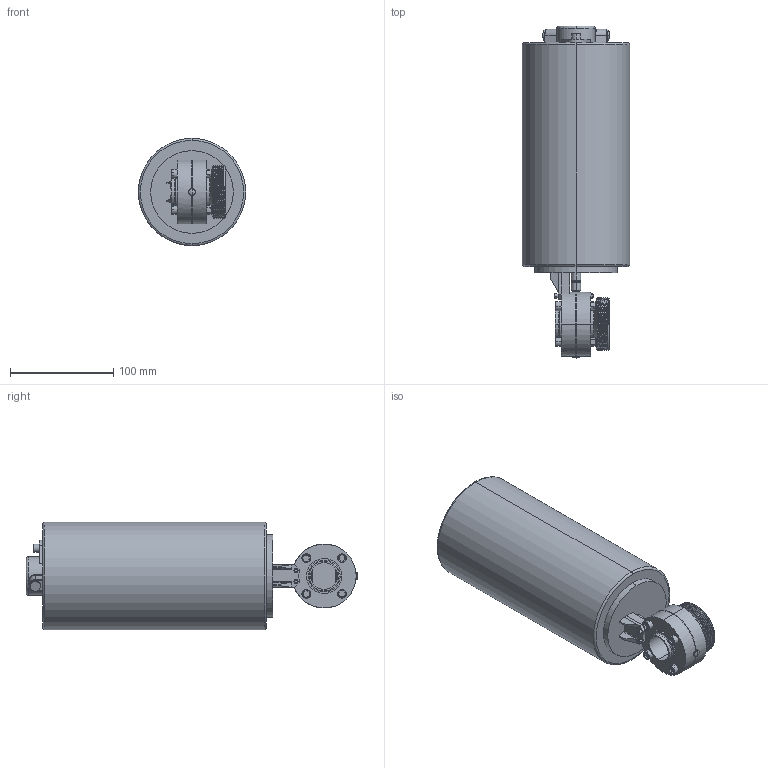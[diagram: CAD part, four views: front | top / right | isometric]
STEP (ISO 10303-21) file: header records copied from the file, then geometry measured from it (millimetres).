
FILE_DESCRIPTION (( 'STEP AP203' ), '1' );
FILE_NAME ('3D-M4502_DN25_174451470_174451500.STEP', '2024-09-18T12:12:44', ( '' ), ( '' ), 'SwSTEP 2.0', 'SolidWorks 2024', '' );
FILE_SCHEMA (( 'CONFIG_CONTROL_DESIGN' ));
Length unit declared in the file: millimetre
Products named in the file (1): 3D-M4502_DN25_174451470_174451500
Bounding box: 104 x 321.65 x 104 mm (x, y, z)
Volume: 1986232 mm3; surface area: 120670.2 mm2
Topology: 5 solids, 5 shells, 402 faces, 1013 edges, 635 vertices
Faces by surface type: plane 181, cylinder 114, torus 36, bspline 36, cone 33, sphere 2
Entity records: 23018 total; most frequent: CARTESIAN_POINT 13701, ORIENTED_EDGE 2016, DIRECTION 1840, EDGE_CURVE 1008, AXIS2_PLACEMENT_3D 692, VERTEX_POINT 634, VECTOR 456, LINE 456
